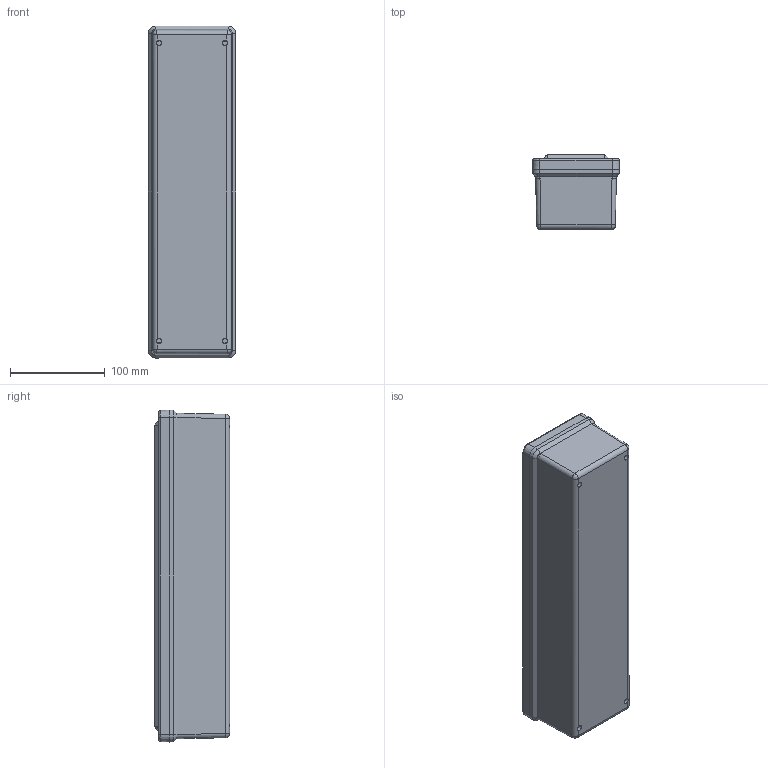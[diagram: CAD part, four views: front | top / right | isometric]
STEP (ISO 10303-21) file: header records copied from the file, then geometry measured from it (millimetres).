
FILE_DESCRIPTION (( 'STEP AP214' ), '1' );
FILE_NAME ('CO5PB22.STEP', '2018-11-08T23:17:21', ( '' ), ( '' ), 'SwSTEP 2.0', 'SolidWorks 2018', '' );
FILE_SCHEMA (( 'AUTOMOTIVE_DESIGN' ));
Length unit declared in the file: inch
Products named in the file (1): CO5PB22
Bounding box: 92.08 x 79.25 x 350.1 mm (x, y, z)
Volume: 446405.9 mm3; surface area: 269836.8 mm2
Topology: 11 solids, 11 shells, 415 faces, 1060 edges, 676 vertices
Faces by surface type: plane 197, cylinder 122, bspline 44, cone 44, torus 8
Full cylindrical faces by diameter (mm): 4.039 x4, 4.496 x4, 4.826 x4, 5.556 x8, 6.858 x4, 9.423 x4, 9.525 x4
Entity records: 20437 total; most frequent: CARTESIAN_POINT 5338, ORIENTED_EDGE 2008, DIRECTION 1880, EDGE_CURVE 1004, VERTEX_POINT 668, AXIS2_PLACEMENT_3D 668, LINE 544, VECTOR 544
